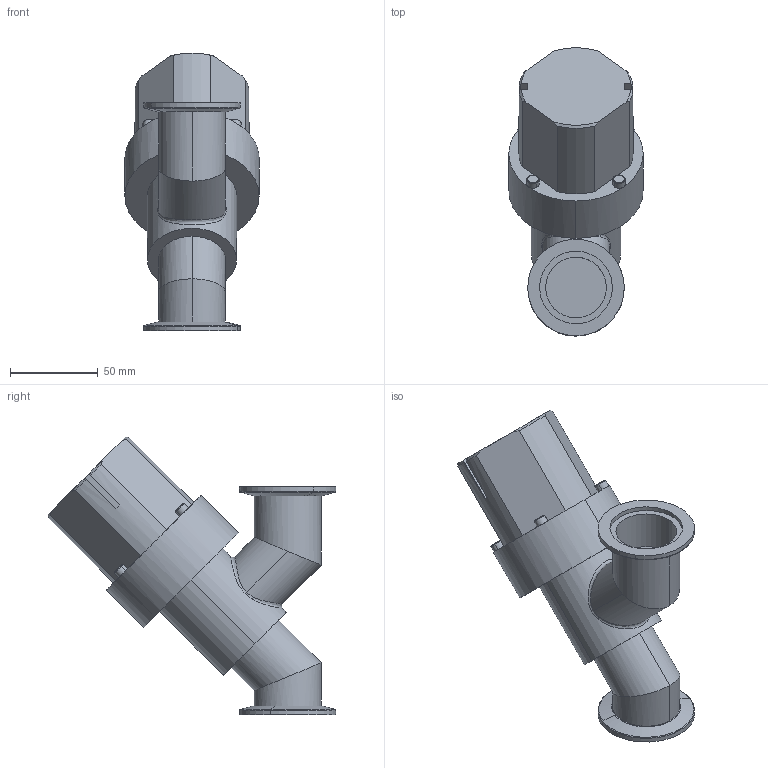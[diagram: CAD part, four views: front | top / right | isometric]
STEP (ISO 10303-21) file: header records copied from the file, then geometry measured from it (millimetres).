
FILE_DESCRIPTION (( 'STEP AP214' ), '1' );
FILE_NAME ('TL-1500-P-KF40_PNEUMATIC_INLINE_VALVE_KF40_VITON_BONNET.STEP', '2025-01-24T17:51:22', ( '' ), ( '' ), 'SwSTEP 2.0', 'SolidWorks 2023', '' );
FILE_SCHEMA (( 'AUTOMOTIVE_DESIGN' ));
Length unit declared in the file: inch
Products named in the file (1): TL-1500-P-KF40_PNEUMATIC_INLINE_VALVE_KF40_VITON_BONNET
Bounding box: 76.5 x 164.08 x 158.37 mm (x, y, z)
Surface area: 61570 mm2 (no closed solid volume)
Topology: 0 solids, 1 shells, 100 faces, 246 edges, 162 vertices
Faces by surface type: plane 40, cylinder 36, torus 12, cone 10, bspline 2
Entity records: 4429 total; most frequent: CARTESIAN_POINT 2076, DIRECTION 500, ORIENTED_EDGE 482, EDGE_CURVE 246, AXIS2_PLACEMENT_3D 200, VERTEX_POINT 162, EDGE_LOOP 115, CIRCLE 101
